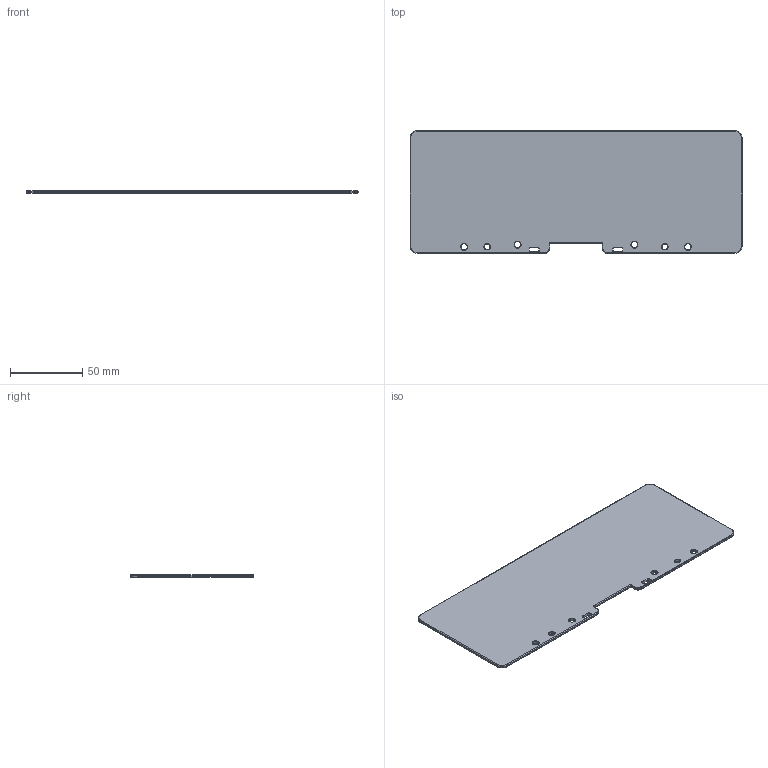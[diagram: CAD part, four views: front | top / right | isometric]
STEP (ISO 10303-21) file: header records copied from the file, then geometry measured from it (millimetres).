
FILE_DESCRIPTION( ( 'STEP AP214' ), '1' );
FILE_NAME( '17263_2_TW_HSKG_iso.stp', ' ', ( ' ' ), ( ' ' ), 'PSStep 14.0', 'VISI 19.0', ' ' );
FILE_SCHEMA( ( 'AUTOMOTIVE_DESIGN { 1 0 10303 214 1 1 1 1 }' ) );
Length unit declared in the file: millimetre
Products named in the file (1): 1
Bounding box: 230 x 85 x 2 mm (x, y, z)
Volume: 38238.4 mm3; surface area: 39538.7 mm2
Topology: 1 solids, 1 shells, 131 faces, 307 edges, 178 vertices
Faces by surface type: cylinder 63, torus 46, plane 22
Full cylindrical faces by diameter (mm): 4.3 x4
Entity records: 4746 total; most frequent: DIRECTION 723, CARTESIAN_POINT 615, ORIENTED_EDGE 582, AXIS2_PLACEMENT_3D 302, EDGE_CURVE 291, VERTEX_POINT 174, CIRCLE 170, EDGE_LOOP 159
